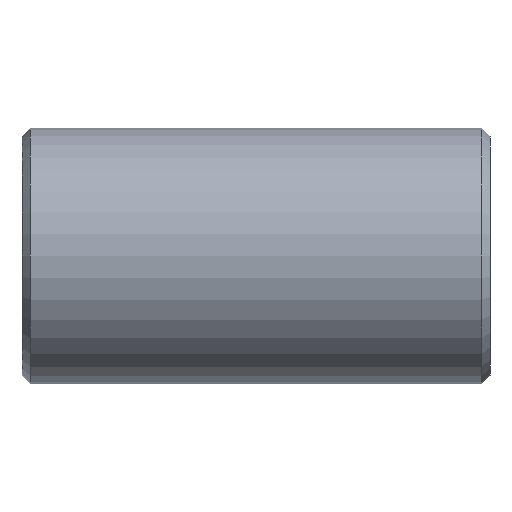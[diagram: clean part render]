
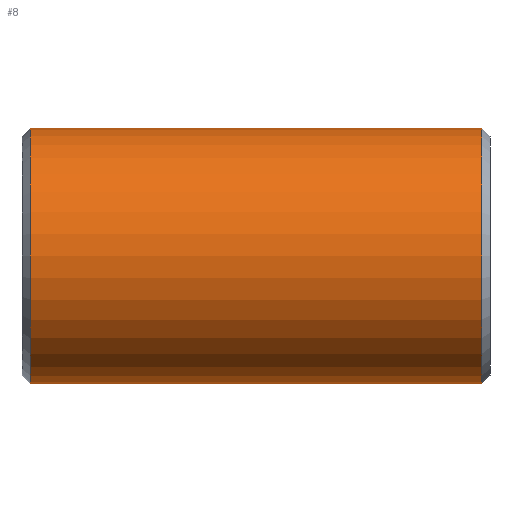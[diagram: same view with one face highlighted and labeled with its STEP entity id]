
A CAD part, front view. The second image highlights one B-rep face of the part: STEP entity #8.
In plain terms, the highlighted cylindrical face has radius 57.15 mm (diameter 114.3 mm), a partial arc.
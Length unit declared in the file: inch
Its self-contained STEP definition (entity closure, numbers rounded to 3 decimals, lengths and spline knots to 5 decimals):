
#8 = ADVANCED_FACE ( 'NONE', ( #352 ), #286, .T. ) ;
#22 = CARTESIAN_POINT ( 'NONE',  ( 3.974, 0., 2.25 ) ) ;
#73 = EDGE_LOOP ( 'NONE', ( #386, #109, #744, #519 ) ) ;
#95 = LINE ( 'NONE', #284, #682 ) ;
#109 = ORIENTED_EDGE ( 'NONE', *, *, #216, .T. ) ;
#124 = VERTEX_POINT ( 'NONE', #660 ) ;
#200 = DIRECTION ( 'NONE',  ( 1., 0., 0. ) ) ;
#216 = EDGE_CURVE ( 'NONE', #516, #441, #577, .T. ) ;
#278 = EDGE_CURVE ( 'NONE', #441, #124, #409, .T. ) ;
#282 = DIRECTION ( 'NONE',  ( -1., 0., 0. ) ) ;
#283 = VERTEX_POINT ( 'NONE', #342 ) ;
#284 = CARTESIAN_POINT ( 'NONE',  ( 4.12, 0., -2.25 ) ) ;
#286 = CYLINDRICAL_SURFACE ( 'NONE', #737, 2.25 ) ;
#295 = VECTOR ( 'NONE', #457, 39.37008 ) ;
#310 = CARTESIAN_POINT ( 'NONE',  ( -3.974, 0., 0. ) ) ;
#342 = CARTESIAN_POINT ( 'NONE',  ( -3.974, 0., -2.25 ) ) ;
#352 = FACE_OUTER_BOUND ( 'NONE', #73, .T. ) ;
#367 = CARTESIAN_POINT ( 'NONE',  ( 3.974, 0., 0. ) ) ;
#386 = ORIENTED_EDGE ( 'NONE', *, *, #555, .F. ) ;
#409 = LINE ( 'NONE', #706, #295 ) ;
#415 = AXIS2_PLACEMENT_3D ( 'NONE', #367, #282, #591 ) ;
#441 = VERTEX_POINT ( 'NONE', #22 ) ;
#446 = CARTESIAN_POINT ( 'NONE',  ( 3.974, 0., -2.25 ) ) ;
#457 = DIRECTION ( 'NONE',  ( -1., 0., 0. ) ) ;
#482 = EDGE_CURVE ( 'NONE', #124, #283, #722, .T. ) ;
#483 = AXIS2_PLACEMENT_3D ( 'NONE', #310, #200, #509 ) ;
#509 = DIRECTION ( 'NONE',  ( 0., 0., 1. ) ) ;
#516 = VERTEX_POINT ( 'NONE', #446 ) ;
#519 = ORIENTED_EDGE ( 'NONE', *, *, #482, .T. ) ;
#555 = EDGE_CURVE ( 'NONE', #516, #283, #95, .T. ) ;
#577 = CIRCLE ( 'NONE', #415, 2.25 ) ;
#591 = DIRECTION ( 'NONE',  ( 0., 0., -1. ) ) ;
#595 = CARTESIAN_POINT ( 'NONE',  ( 4.12, 0., 0. ) ) ;
#602 = DIRECTION ( 'NONE',  ( 0., 0., 1. ) ) ;
#660 = CARTESIAN_POINT ( 'NONE',  ( -3.974, 0., 2.25 ) ) ;
#667 = DIRECTION ( 'NONE',  ( -1., 0., 0. ) ) ;
#682 = VECTOR ( 'NONE', #778, 39.37008 ) ;
#706 = CARTESIAN_POINT ( 'NONE',  ( 4.12, 0., 2.25 ) ) ;
#722 = CIRCLE ( 'NONE', #483, 2.25 ) ;
#737 = AXIS2_PLACEMENT_3D ( 'NONE', #595, #667, #602 ) ;
#744 = ORIENTED_EDGE ( 'NONE', *, *, #278, .T. ) ;
#778 = DIRECTION ( 'NONE',  ( -1., 0., 0. ) ) ;
